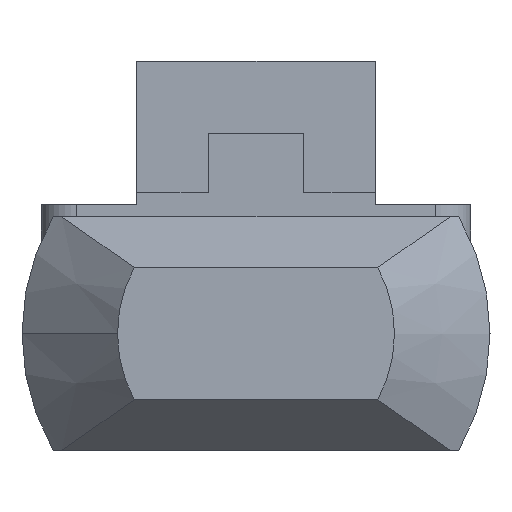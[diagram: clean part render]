
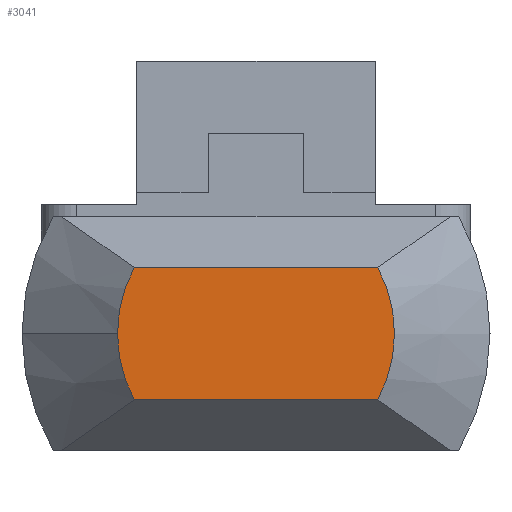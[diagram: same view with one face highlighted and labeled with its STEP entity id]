
A CAD part, left-side view. The second image highlights one B-rep face of the part: STEP entity #3041.
In plain terms, the highlighted planar face has unit normal (-1, 0, 0).
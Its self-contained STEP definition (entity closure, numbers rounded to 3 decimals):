
#136 = CIRCLE ( 'NONE', #3702, 5.8 ) ;
#144 = ORIENTED_EDGE ( 'NONE', *, *, #3023, .T. ) ;
#211 = PLANE ( 'NONE',  #1379 ) ;
#289 = DIRECTION ( 'NONE',  ( 0., 1., 0. ) ) ;
#397 = AXIS2_PLACEMENT_3D ( 'NONE', #3687, #1945, #1518 ) ;
#419 = VECTOR ( 'NONE', #3975, 1000. ) ;
#540 = EDGE_CURVE ( 'NONE', #3247, #3858, #3177, .T. ) ;
#578 = CARTESIAN_POINT ( 'NONE',  ( -11.2, 0., -14.3 ) ) ;
#596 = ORIENTED_EDGE ( 'NONE', *, *, #3761, .T. ) ;
#617 = VERTEX_POINT ( 'NONE', #2980 ) ;
#645 = CARTESIAN_POINT ( 'NONE',  ( -11.2, 0., -11.4 ) ) ;
#831 = CARTESIAN_POINT ( 'NONE',  ( -11.2, 5.8, -11.4 ) ) ;
#854 = VERTEX_POINT ( 'NONE', #1682 ) ;
#988 = EDGE_CURVE ( 'NONE', #617, #854, #3946, .T. ) ;
#1130 = CARTESIAN_POINT ( 'NONE',  ( -11.2, -15., -8.636 ) ) ;
#1379 = AXIS2_PLACEMENT_3D ( 'NONE', #578, #2414, #2066 ) ;
#1469 = ORIENTED_EDGE ( 'NONE', *, *, #3316, .T. ) ;
#1518 = DIRECTION ( 'NONE',  ( 0., 1., 0. ) ) ;
#1682 = CARTESIAN_POINT ( 'NONE',  ( -11.2, -5.099, -8.636 ) ) ;
#1749 = CARTESIAN_POINT ( 'NONE',  ( -11.2, 5.099, -8.636 ) ) ;
#1779 = CARTESIAN_POINT ( 'NONE',  ( -11.2, -15., -14.164 ) ) ;
#1945 = DIRECTION ( 'NONE',  ( -1., 0., 0. ) ) ;
#1967 = VECTOR ( 'NONE', #4238, 1000. ) ;
#2058 = VERTEX_POINT ( 'NONE', #1749 ) ;
#2066 = DIRECTION ( 'NONE',  ( 0., 0., 1. ) ) ;
#2135 = ORIENTED_EDGE ( 'NONE', *, *, #988, .T. ) ;
#2167 = ORIENTED_EDGE ( 'NONE', *, *, #540, .T. ) ;
#2181 = AXIS2_PLACEMENT_3D ( 'NONE', #645, #2742, #289 ) ;
#2414 = DIRECTION ( 'NONE',  ( -1., 0., 0. ) ) ;
#2742 = DIRECTION ( 'NONE',  ( -1., 0., 0. ) ) ;
#2896 = EDGE_LOOP ( 'NONE', ( #2135, #1469, #144, #2167, #596 ) ) ;
#2980 = CARTESIAN_POINT ( 'NONE',  ( -11.2, -5.099, -14.164 ) ) ;
#3023 = EDGE_CURVE ( 'NONE', #2058, #3247, #136, .T. ) ;
#3038 = DIRECTION ( 'NONE',  ( 0., 1., 0. ) ) ;
#3041 = ADVANCED_FACE ( 'NONE', ( #3782 ), #211, .T. ) ;
#3073 = CARTESIAN_POINT ( 'NONE',  ( -11.2, 0., -11.4 ) ) ;
#3161 = CARTESIAN_POINT ( 'NONE',  ( -11.2, 5.099, -14.164 ) ) ;
#3177 = CIRCLE ( 'NONE', #397, 5.8 ) ;
#3247 = VERTEX_POINT ( 'NONE', #831 ) ;
#3316 = EDGE_CURVE ( 'NONE', #854, #2058, #3996, .T. ) ;
#3687 = CARTESIAN_POINT ( 'NONE',  ( -11.2, 0., -11.4 ) ) ;
#3702 = AXIS2_PLACEMENT_3D ( 'NONE', #3073, #4134, #3038 ) ;
#3761 = EDGE_CURVE ( 'NONE', #3858, #617, #4044, .T. ) ;
#3782 = FACE_OUTER_BOUND ( 'NONE', #2896, .T. ) ;
#3858 = VERTEX_POINT ( 'NONE', #3161 ) ;
#3946 = CIRCLE ( 'NONE', #2181, 5.8 ) ;
#3975 = DIRECTION ( 'NONE',  ( 0., 1., 0. ) ) ;
#3996 = LINE ( 'NONE', #1130, #419 ) ;
#4044 = LINE ( 'NONE', #1779, #1967 ) ;
#4134 = DIRECTION ( 'NONE',  ( -1., 0., 0. ) ) ;
#4238 = DIRECTION ( 'NONE',  ( 0., -1., 0. ) ) ;
